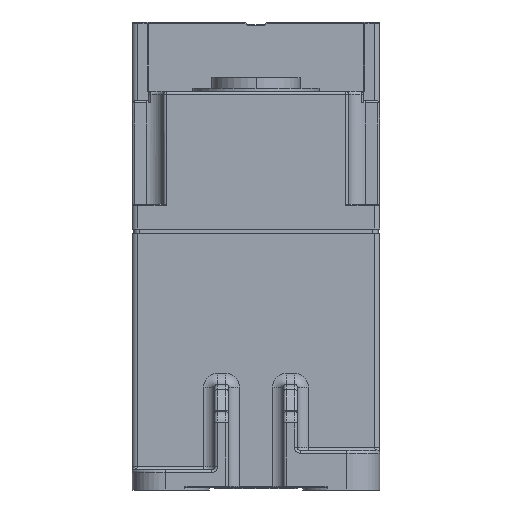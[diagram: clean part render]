
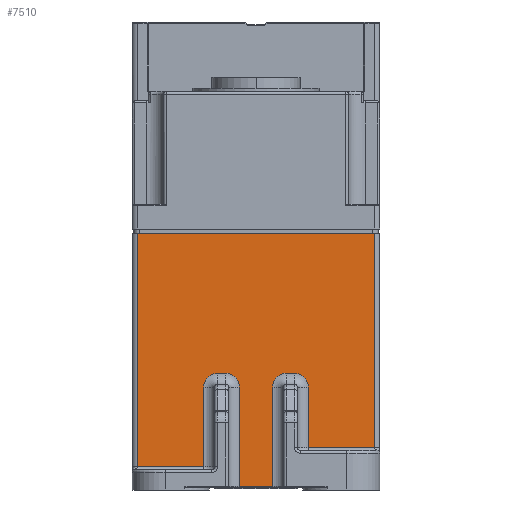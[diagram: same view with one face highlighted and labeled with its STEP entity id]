
A CAD part, left-side view. The second image highlights one B-rep face of the part: STEP entity #7510.
In plain terms, the highlighted planar face has unit normal (-1, 0, 0).
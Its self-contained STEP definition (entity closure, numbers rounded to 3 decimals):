
#440=DIRECTION('',(0.,1.,0.));
#441=VECTOR('',#440,43.);
#442=CARTESIAN_POINT('',(-33.5,-21.5,46.2));
#443=LINE('',#442,#441);
#1294=DIRECTION('',(0.,-1.,0.));
#1295=VECTOR('',#1294,6.);
#1296=CARTESIAN_POINT('',(-33.5,3.,0.3));
#1297=LINE('',#1296,#1295);
#1460=DIRECTION('',(0.,0.,-1.));
#1461=VECTOR('',#1460,42.4);
#1462=CARTESIAN_POINT('',(-33.5,21.5,46.2));
#1463=LINE('',#1462,#1461);
#1518=DIRECTION('',(0.,-1.,0.));
#1519=VECTOR('',#1518,12.);
#1520=CARTESIAN_POINT('',(-33.5,21.5,3.8));
#1521=LINE('',#1520,#1519);
#1551=DIRECTION('',(0.,0.,1.));
#1552=VECTOR('',#1551,11.);
#1553=CARTESIAN_POINT('',(-33.5,-9.5,7.3));
#1554=LINE('',#1553,#1552);
#1555=CARTESIAN_POINT('',(-33.5,-7.,18.3));
#1556=DIRECTION('',(-1.,0.,0.));
#1557=DIRECTION('',(0.,-1.,0.));
#1558=AXIS2_PLACEMENT_3D('',#1555,#1556,#1557);
#1560=CARTESIAN_POINT('',(-33.5,-5.5,18.3));
#1561=DIRECTION('',(-1.,0.,0.));
#1562=DIRECTION('',(0.,0.,1.));
#1563=AXIS2_PLACEMENT_3D('',#1560,#1561,#1562);
#1565=CARTESIAN_POINT('',(-33.5,5.5,18.3));
#1566=DIRECTION('',(-1.,0.,0.));
#1567=DIRECTION('',(0.,-1.,0.));
#1568=AXIS2_PLACEMENT_3D('',#1565,#1566,#1567);
#1570=CARTESIAN_POINT('',(-33.5,7.,18.3));
#1571=DIRECTION('',(-1.,0.,0.));
#1572=DIRECTION('',(0.,0.,1.));
#1573=AXIS2_PLACEMENT_3D('',#1570,#1571,#1572);
#1575=DIRECTION('',(0.,0.,-1.));
#1576=VECTOR('',#1575,14.5);
#1577=CARTESIAN_POINT('',(-33.5,9.5,18.3));
#1578=LINE('',#1577,#1576);
#1583=DIRECTION('',(0.,0.,1.));
#1584=VECTOR('',#1583,38.9);
#1585=CARTESIAN_POINT('',(-33.5,-21.5,
7.3));
#1586=LINE('',#1585,#1584);
#1714=DIRECTION('',(0.,0.,1.));
#1715=VECTOR('',#1714,18.);
#1716=CARTESIAN_POINT('',(-33.5,-3.,0.3));
#1717=LINE('',#1716,#1715);
#1741=DIRECTION('',(0.,-1.,0.));
#1742=VECTOR('',#1741,1.5);
#1743=CARTESIAN_POINT('',(-33.5,-5.5,20.8));
#1744=LINE('',#1743,#1742);
#1783=DIRECTION('',(0.,-1.,0.));
#1784=VECTOR('',#1783,12.);
#1785=CARTESIAN_POINT('',(-33.5,-9.5,7.3));
#1786=LINE('',#1785,#1784);
#2213=DIRECTION('',(0.,0.,-1.));
#2214=VECTOR('',#2213,18.);
#2215=CARTESIAN_POINT('',(-33.5,3.,18.3));
#2216=LINE('',#2215,#2214);
#2307=DIRECTION('',(0.,-1.,0.));
#2308=VECTOR('',#2307,1.5);
#2309=CARTESIAN_POINT('',(-33.5,7.,20.8));
#2310=LINE('',#2309,#2308);
#4830=CARTESIAN_POINT('',(-33.5,-3.,0.3));
#4831=VERTEX_POINT('',#4830);
#4832=CARTESIAN_POINT('',(-33.5,3.,0.3));
#4833=VERTEX_POINT('',#4832);
#4916=CARTESIAN_POINT('',(-33.5,21.5,3.8));
#4917=VERTEX_POINT('',#4916);
#4918=CARTESIAN_POINT('',(-33.5,21.5,46.2));
#4919=VERTEX_POINT('',#4918);
#4923=CARTESIAN_POINT('',(-33.5,9.5,3.8));
#4924=VERTEX_POINT('',#4923);
#4935=CARTESIAN_POINT('',(-33.5,9.5,18.3));
#4936=VERTEX_POINT('',#4935);
#4939=CARTESIAN_POINT('',(-33.5,-21.5,46.2));
#4940=VERTEX_POINT('',#4939);
#4941=CARTESIAN_POINT('',(-33.5,-21.5,
7.3));
#4942=VERTEX_POINT('',#4941);
#4943=CARTESIAN_POINT('',(-33.5,-9.5,7.3));
#4944=VERTEX_POINT('',#4943);
#4945=CARTESIAN_POINT('',(-33.5,-9.5,18.3));
#4946=VERTEX_POINT('',#4945);
#4947=CARTESIAN_POINT('',(-33.5,-7.,20.8));
#4948=VERTEX_POINT('',#4947);
#4949=CARTESIAN_POINT('',(-33.5,-5.5,20.8));
#4950=VERTEX_POINT('',#4949);
#4951=CARTESIAN_POINT('',(-33.5,-3.,18.3));
#4952=VERTEX_POINT('',#4951);
#4953=CARTESIAN_POINT('',(-33.5,3.,18.3));
#4954=VERTEX_POINT('',#4953);
#4955=CARTESIAN_POINT('',(-33.5,5.5,20.8));
#4956=VERTEX_POINT('',#4955);
#4957=CARTESIAN_POINT('',(-33.5,7.,20.8));
#4958=VERTEX_POINT('',#4957);
#7476=CARTESIAN_POINT('',(-33.5,22.5,0.));
#7477=DIRECTION('',(-1.,0.,0.));
#7478=DIRECTION('',(0.,-1.,0.));
#7479=AXIS2_PLACEMENT_3D('',#7476,#7477,#7478);
#7480=PLANE('',#7479);
#7481=ORIENTED_EDGE('',*,*,#7421,.F.);
#7482=ORIENTED_EDGE('',*,*,#7294,.F.);
#7483=ORIENTED_EDGE('',*,*,#5962,.F.);
#7485=ORIENTED_EDGE('',*,*,#7484,.F.);
#7487=ORIENTED_EDGE('',*,*,#7486,.F.);
#7489=ORIENTED_EDGE('',*,*,#7488,.T.);
#7491=ORIENTED_EDGE('',*,*,#7490,.T.);
#7493=ORIENTED_EDGE('',*,*,#7492,.F.);
#7495=ORIENTED_EDGE('',*,*,#7494,.T.);
#7497=ORIENTED_EDGE('',*,*,#7496,.F.);
#7498=ORIENTED_EDGE('',*,*,#7106,.F.);
#7500=ORIENTED_EDGE('',*,*,#7499,.F.);
#7502=ORIENTED_EDGE('',*,*,#7501,.T.);
#7504=ORIENTED_EDGE('',*,*,#7503,.F.);
#7506=ORIENTED_EDGE('',*,*,#7505,.T.);
#7507=ORIENTED_EDGE('',*,*,#7467,.T.);
#7508=EDGE_LOOP('',(#7481,#7482,#7483,#7485,#7487,#7489,#7491,#7493,#7495,#7497,
#7498,#7500,#7502,#7504,#7506,#7507));
#7509=FACE_OUTER_BOUND('',#7508,.F.);
#7510=ADVANCED_FACE('',(#7509),#7480,.T.);
#1559=CIRCLE('',#1558,2.5);
#1564=CIRCLE('',#1563,2.5);
#1569=CIRCLE('',#1568,2.5);
#1574=CIRCLE('',#1573,2.5);
#5962=EDGE_CURVE('',#4940,#4919,#443,.T.);
#7106=EDGE_CURVE('',#4833,#4831,#1297,.T.);
#7294=EDGE_CURVE('',#4919,#4917,#1463,.T.);
#7421=EDGE_CURVE('',#4917,#4924,#1521,.T.);
#7467=EDGE_CURVE('',#4936,#4924,#1578,.T.);
#7484=EDGE_CURVE('',#4942,#4940,#1586,.T.);
#7486=EDGE_CURVE('',#4944,#4942,#1786,.T.);
#7488=EDGE_CURVE('',#4944,#4946,#1554,.T.);
#7490=EDGE_CURVE('',#4946,#4948,#1559,.T.);
#7492=EDGE_CURVE('',#4950,#4948,#1744,.T.);
#7494=EDGE_CURVE('',#4950,#4952,#1564,.T.);
#7496=EDGE_CURVE('',#4831,#4952,#1717,.T.);
#7499=EDGE_CURVE('',#4954,#4833,#2216,.T.);
#7501=EDGE_CURVE('',#4954,#4956,#1569,.T.);
#7503=EDGE_CURVE('',#4958,#4956,#2310,.T.);
#7505=EDGE_CURVE('',#4958,#4936,#1574,.T.);
